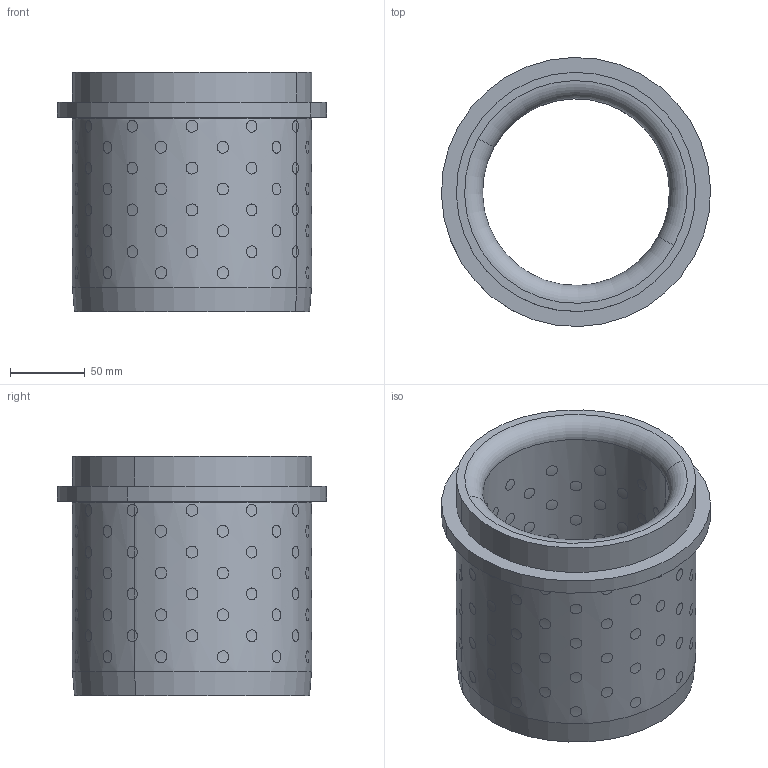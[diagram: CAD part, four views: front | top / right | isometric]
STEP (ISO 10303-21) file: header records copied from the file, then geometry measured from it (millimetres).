
FILE_DESCRIPTION(('CATIA V5 STEP Exchange'),'2;1');
FILE_NAME('RDBG207.125160.stp','2017-03-07T16:20:48+00:00',('none'),('none'),'CATIA Version 5 Release 19 GA (IN-10)','CATIA V5 STEP AP203','none');
FILE_SCHEMA(('CONFIG_CONTROL_DESIGN'));
Length unit declared in the file: millimetre
Products named in the file (1): RDBG207.125160
Bounding box: 179.95 x 179.95 x 160 mm (x, y, z)
Volume: 1288759.3 mm3; surface area: 251837.5 mm2
Topology: 97 solids, 97 shells, 610 faces, 1289 edges, 864 vertices
Faces by surface type: cylinder 600, torus 4, plane 4, cone 2
Entity records: 20857 total; most frequent: CARTESIAN_POINT 10680, ORIENTED_EDGE 2568, EDGE_CURVE 1284, DIRECTION 867, VERTEX_POINT 854, B_SPLINE_CURVE_WITH_KNOTS 832, EDGE_LOOP 790, ADVANCED_FACE 610
